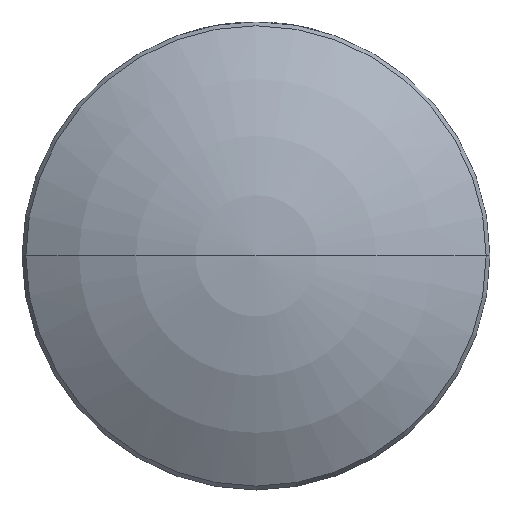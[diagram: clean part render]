
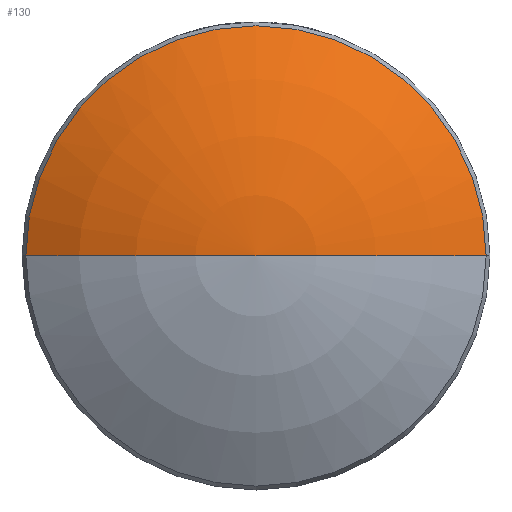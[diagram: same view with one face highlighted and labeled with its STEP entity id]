
A CAD part, top view. The second image highlights one B-rep face of the part: STEP entity #130.
In plain terms, the highlighted toroidal (fillet/blend) face has major radius 0.006 mm and minor radius 23 mm.
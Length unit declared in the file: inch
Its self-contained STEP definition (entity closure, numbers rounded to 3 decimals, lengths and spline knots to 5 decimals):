
#66 = CARTESIAN_POINT ( 'NONE',  ( 0.49184, 0., 0.08407 ) ) ;
#130 = ADVANCED_FACE ( 'NONE', ( #1784 ), #675, .T. ) ;
#423 = CIRCLE ( 'NONE', #1895, 0.49184 ) ;
#457 = EDGE_CURVE ( 'NONE', #807, #779, #1978, .T. ) ;
#542 = CARTESIAN_POINT ( 'NONE',  ( 0., 0., 0.08407 ) ) ;
#576 = DIRECTION ( 'NONE',  ( 0., 0., 1. ) ) ;
#607 = EDGE_CURVE ( 'NONE', #807, #1739, #1454, .T. ) ;
#675 = TOROIDAL_SURFACE ( 'NONE', #1307, 0.00025, 0.90551 ) ;
#725 = EDGE_LOOP ( 'NONE', ( #1902, #1079, #908 ) ) ;
#736 = DIRECTION ( 'NONE',  ( 0., 1., 0. ) ) ;
#779 = VERTEX_POINT ( 'NONE', #66 ) ;
#807 = VERTEX_POINT ( 'NONE', #827 ) ;
#827 = CARTESIAN_POINT ( 'NONE',  ( 0., 0., 0.22913 ) ) ;
#832 = DIRECTION ( 'NONE',  ( 0., 0., -1. ) ) ;
#908 = ORIENTED_EDGE ( 'NONE', *, *, #1234, .T. ) ;
#966 = AXIS2_PLACEMENT_3D ( 'NONE', #1397, #1890, #1388 ) ;
#988 = CARTESIAN_POINT ( 'NONE',  ( -0.49184, 0., 0.08407 ) ) ;
#1079 = ORIENTED_EDGE ( 'NONE', *, *, #457, .T. ) ;
#1168 = AXIS2_PLACEMENT_3D ( 'NONE', #2015, #736, #1541 ) ;
#1234 = EDGE_CURVE ( 'NONE', #779, #1739, #423, .T. ) ;
#1290 = DIRECTION ( 'NONE',  ( -1., 0., 0. ) ) ;
#1307 = AXIS2_PLACEMENT_3D ( 'NONE', #1608, #832, #1290 ) ;
#1311 = DIRECTION ( 'NONE',  ( -1., 0., 0. ) ) ;
#1388 = DIRECTION ( 'NONE',  ( 0., 0., -1. ) ) ;
#1397 = CARTESIAN_POINT ( 'NONE',  ( -0.00025, 0., -0.67638 ) ) ;
#1454 = CIRCLE ( 'NONE', #966, 0.90551 ) ;
#1541 = DIRECTION ( 'NONE',  ( -1., 0., 0. ) ) ;
#1608 = CARTESIAN_POINT ( 'NONE',  ( 0., 0., -0.67638 ) ) ;
#1739 = VERTEX_POINT ( 'NONE', #988 ) ;
#1784 = FACE_OUTER_BOUND ( 'NONE', #725, .T. ) ;
#1890 = DIRECTION ( 'NONE',  ( 0., -1., 0. ) ) ;
#1895 = AXIS2_PLACEMENT_3D ( 'NONE', #542, #576, #1311 ) ;
#1902 = ORIENTED_EDGE ( 'NONE', *, *, #607, .F. ) ;
#1978 = CIRCLE ( 'NONE', #1168, 0.90551 ) ;
#2015 = CARTESIAN_POINT ( 'NONE',  ( 0.00025, 0., -0.67638 ) ) ;
